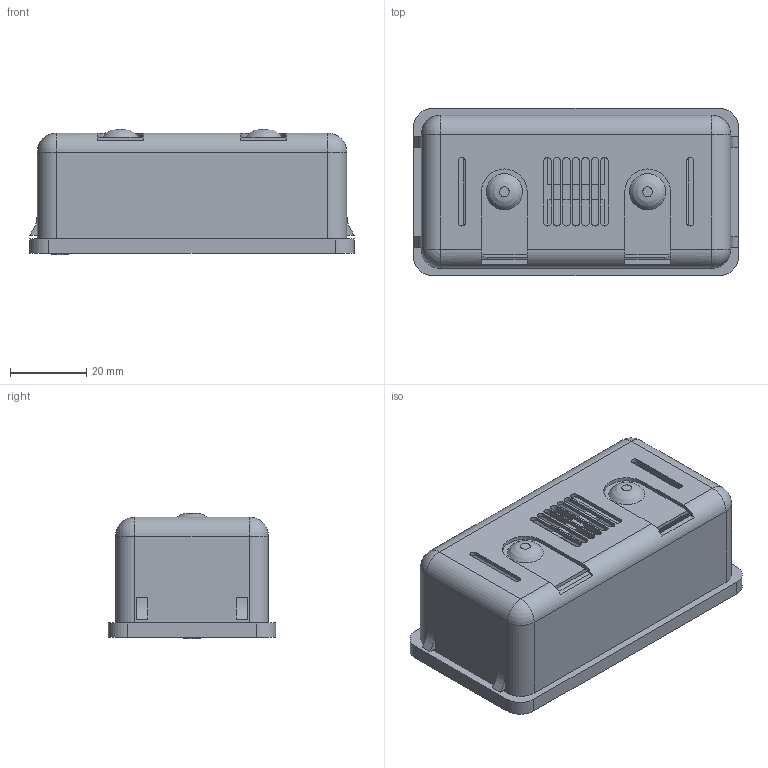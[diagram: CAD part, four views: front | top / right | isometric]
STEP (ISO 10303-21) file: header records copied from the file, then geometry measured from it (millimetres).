
FILE_DESCRIPTION(/* description */ ('STEP AP242','CAx-IF Rec.Pracs.---Representation and Presentation of Product Manufacturing Information (PMI)---4.0---2014-10-13','CAx-IF Rec.Pracs.---3D Tessellated Geometry---0.4---2014-09-14','2;1'),/* implementation_level */ '2;1');
FILE_NAME(/* name */ '6643c7663fe1d0614cadaac9',/* time_stamp */ '2024-05-14T20:19:51Z',/* author */ (''),/* organization */ (''),/* preprocessor_version */ 'ST-DEVELOPER v20',/* originating_system */ ' ',/* authorisation */ ' ');
FILE_SCHEMA (('AP242_MANAGED_MODEL_BASED_3D_ENGINEERING_MIM_LF { 1 0 10303 442 1 1 4 }'));
Length unit declared in the file: metre
Products named in the file (1): PZEM-025
Bounding box: 85.3 x 44 x 32.9 mm (x, y, z)
Volume: 14665.4 mm3; surface area: 28765.6 mm2
Topology: 1 solids, 1 shells, 202 faces, 554 edges, 344 vertices
Faces by surface type: plane 122, cylinder 58, sphere 8, cone 8, bspline 4, torus 2
Full cylindrical faces by diameter (mm): 2.694 x1, 4.694 x1, 5.575 x1, 7.575 x1
Entity records: 6731 total; most frequent: CARTESIAN_POINT 1203, ORIENTED_EDGE 1080, DIRECTION 1078, EDGE_CURVE 540, LINE 384, VECTOR 384, AXIS2_PLACEMENT_3D 347, VERTEX_POINT 344
